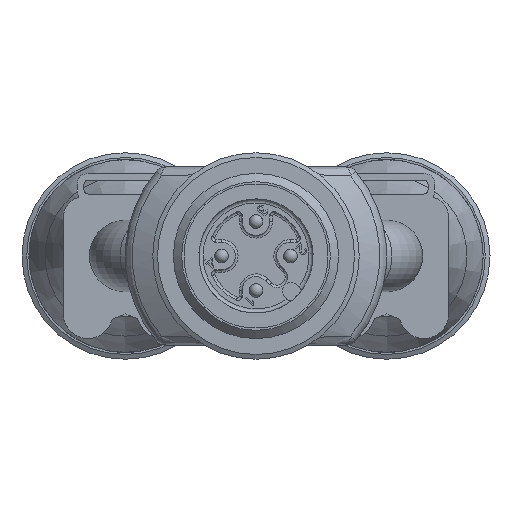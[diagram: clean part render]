
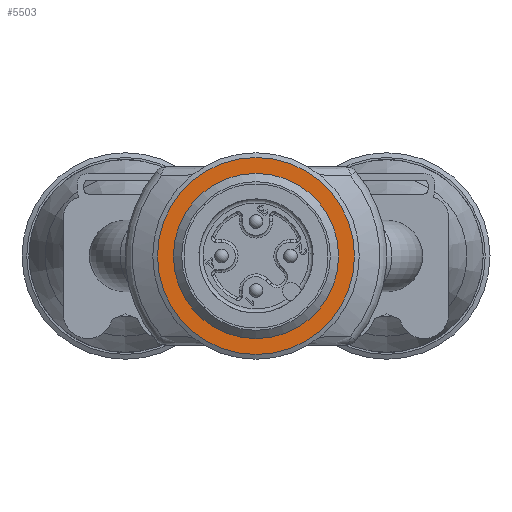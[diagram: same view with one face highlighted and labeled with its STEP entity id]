
A CAD part, front view. The second image highlights one B-rep face of the part: STEP entity #5503.
In plain terms, the highlighted planar face has unit normal (0, -1, 0).
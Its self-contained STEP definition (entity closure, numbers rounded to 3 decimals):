
#1634=PLANE('',#19366);
#5503=ADVANCED_FACE('',(#6257,#6258),#1634,.F.);
#6257=FACE_BOUND('',#7395,.T.);
#6258=FACE_BOUND('',#7396,.T.);
#7395=EDGE_LOOP('',(#12049));
#7396=EDGE_LOOP('',(#12050));
#12049=ORIENTED_EDGE('',*,*,#16498,.F.);
#12050=ORIENTED_EDGE('',*,*,#16497,.T.);
#14082=VERTEX_POINT('',#35610);
#14083=VERTEX_POINT('',#35613);
#16497=EDGE_CURVE('',#14082,#14082,#17616,.T.);
#16498=EDGE_CURVE('',#14083,#14083,#17617,.T.);
#17616=CIRCLE('',#19363,7.154);
#17617=CIRCLE('',#19365,6.);
#19363=AXIS2_PLACEMENT_3D('',#35609,#23959,#23960);
#19365=AXIS2_PLACEMENT_3D('',#35612,#23963,#23964);
#19366=AXIS2_PLACEMENT_3D('',#35614,#23965,#23966);
#23959=DIRECTION('',(0.,-1.,0.));
#23960=DIRECTION('',(0.5,0.,-0.866));
#23963=DIRECTION('',(0.,-1.,0.));
#23964=DIRECTION('',(0.5,0.,-0.866));
#23965=DIRECTION('',(0.,1.,0.));
#23966=DIRECTION('',(0.5,0.,-0.866));
#35609=CARTESIAN_POINT('',(67.686,-62.786,0.));
#35610=CARTESIAN_POINT('',(71.263,-62.786,-6.195));
#35612=CARTESIAN_POINT('',(67.686,-62.786,0.));
#35613=CARTESIAN_POINT('',(70.686,-62.786,-5.196));
#35614=CARTESIAN_POINT('',(73.881,-62.786,3.577));
